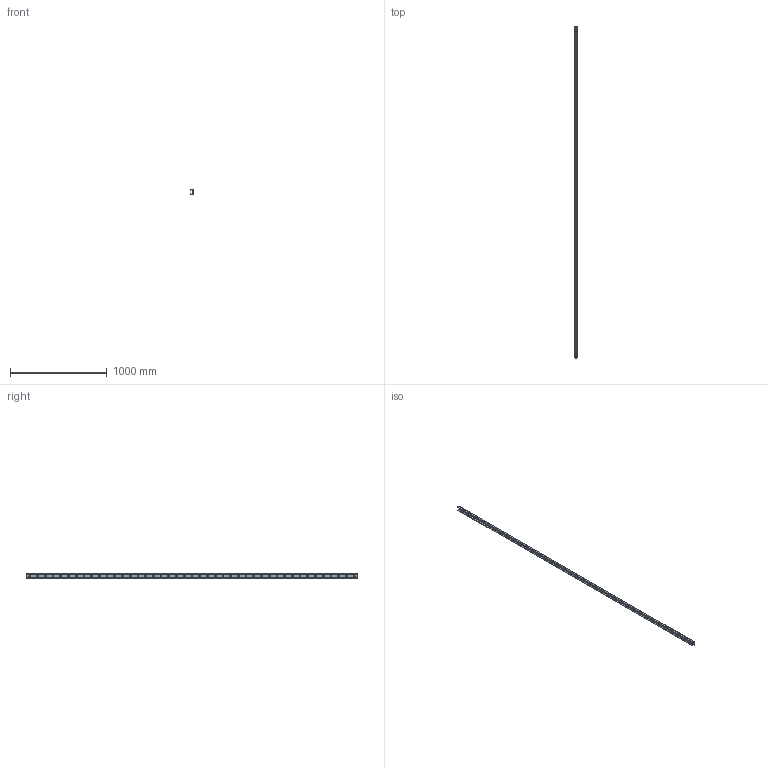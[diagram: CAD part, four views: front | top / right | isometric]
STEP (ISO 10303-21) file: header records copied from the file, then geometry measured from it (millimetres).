
FILE_DESCRIPTION( ( 'Unknown' ), '1' );
FILE_NAME( 'LCU43-3440C.stp', 'Unknown', ( 'Unknown' ), ( 'Unknown' ), 'PSStep 17.0.49', 'Unknown', ' ' );
FILE_SCHEMA( ( 'AUTOMOTIVE_DESIGN { 1 0 10303 214 1 1 1 1 }' ) );
Length unit declared in the file: millimetre
Products named in the file (1): 1
Bounding box: 21 x 3440 x 43 mm (x, y, z)
Volume: 1091338.8 mm3; surface area: 547760.1 mm2
Topology: 1 solids, 1 shells, 145 faces, 343 edges, 243 vertices
Faces by surface type: cylinder 92, plane 53
Full cylindrical faces by diameter (mm): 10.5 x43, 18 x43
Entity records: 4856 total; most frequent: DIRECTION 690, CARTESIAN_POINT 560, ORIENTED_EDGE 428, EDGE_LOOP 360, AXIS2_PLACEMENT_3D 330, FACE_OUTER_BOUND 231, EDGE_CURVE 214, VERTEX_POINT 200
